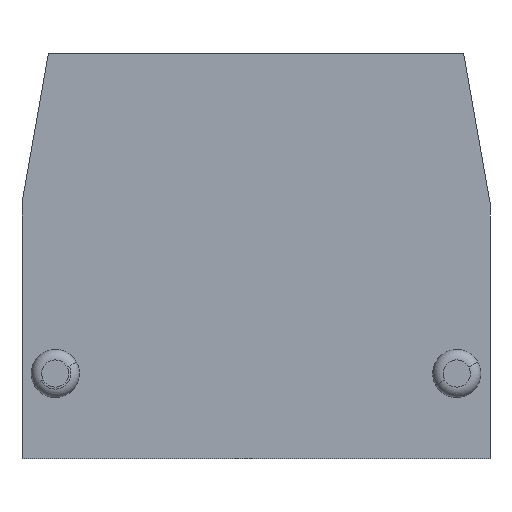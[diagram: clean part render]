
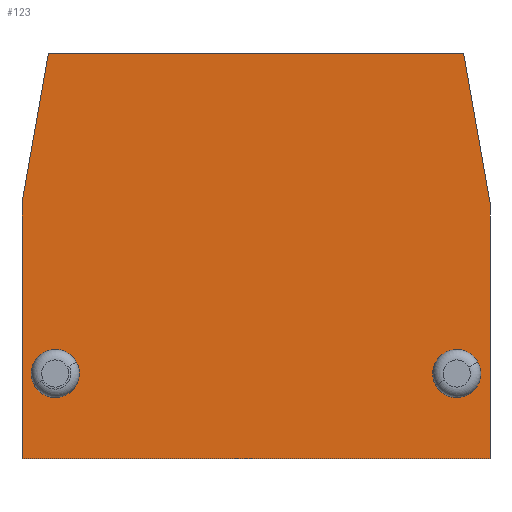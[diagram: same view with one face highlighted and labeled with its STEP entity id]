
A CAD part, left-side view. The second image highlights one B-rep face of the part: STEP entity #123.
In plain terms, the highlighted planar face has unit normal (-1, 0, 0).
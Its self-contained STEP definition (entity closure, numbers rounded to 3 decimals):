
#35=AXIS2_PLACEMENT_3D('Plane Axis2P3D',#32,#33,#34) ;
#89=AXIS2_PLACEMENT_3D('Circle Axis2P3D',#87,#88,$) ;
#98=AXIS2_PLACEMENT_3D('Circle Axis2P3D',#96,#97,$) ;
#107=AXIS2_PLACEMENT_3D('Circle Axis2P3D',#105,#106,$) ;
#116=AXIS2_PLACEMENT_3D('Circle Axis2P3D',#114,#115,$) ;
#32=CARTESIAN_POINT('Axis2P3D Location',(2.5,11.25,0.)) ;
#37=CARTESIAN_POINT('Line Origine',(2.5,11.25,19.5)) ;
#41=CARTESIAN_POINT('Vertex',(2.5,21.23,19.5)) ;
#43=CARTESIAN_POINT('Vertex',(2.5,1.27,19.5)) ;
#46=CARTESIAN_POINT('Line Origine',(2.5,21.865,15.9)) ;
#50=CARTESIAN_POINT('Vertex',(2.5,22.5,12.3)) ;
#53=CARTESIAN_POINT('Line Origine',(2.5,22.5,6.15)) ;
#57=CARTESIAN_POINT('Vertex',(2.5,22.5,0.)) ;
#60=CARTESIAN_POINT('Line Origine',(2.5,11.25,0.)) ;
#64=CARTESIAN_POINT('Vertex',(2.5,0.,0.)) ;
#67=CARTESIAN_POINT('Line Origine',(2.5,0.,6.15)) ;
#71=CARTESIAN_POINT('Vertex',(2.5,0.,12.3)) ;
#74=CARTESIAN_POINT('Line Origine',(2.5,0.635,15.9)) ;
#87=CARTESIAN_POINT('Axis2P3D Location',(2.5,20.9,4.1)) ;
#91=CARTESIAN_POINT('Vertex',(2.5,19.979,4.603)) ;
#93=CARTESIAN_POINT('Vertex',(2.5,21.821,3.597)) ;
#96=CARTESIAN_POINT('Axis2P3D Location',(2.5,20.9,4.1)) ;
#105=CARTESIAN_POINT('Axis2P3D Location',(2.5,1.6,4.1)) ;
#109=CARTESIAN_POINT('Vertex',(2.5,2.521,3.597)) ;
#111=CARTESIAN_POINT('Vertex',(2.5,0.679,4.603)) ;
#114=CARTESIAN_POINT('Axis2P3D Location',(2.5,1.6,4.1)) ;
#33=DIRECTION('Axis2P3D Direction',(1.,0.,0.)) ;
#34=DIRECTION('Axis2P3D XDirection',(0.,1.,0.)) ;
#38=DIRECTION('Vector Direction',(0.,1.,0.)) ;
#47=DIRECTION('Vector Direction',(0.,-0.174,0.985)) ;
#54=DIRECTION('Vector Direction',(0.,0.,1.)) ;
#61=DIRECTION('Vector Direction',(0.,-1.,0.)) ;
#68=DIRECTION('Vector Direction',(0.,0.,1.)) ;
#75=DIRECTION('Vector Direction',(0.,0.174,0.985)) ;
#88=DIRECTION('Axis2P3D Direction',(1.,0.,0.)) ;
#97=DIRECTION('Axis2P3D Direction',(1.,0.,0.)) ;
#106=DIRECTION('Axis2P3D Direction',(1.,0.,0.)) ;
#115=DIRECTION('Axis2P3D Direction',(1.,0.,0.)) ;
#39=VECTOR('Line Direction',#38,1.) ;
#48=VECTOR('Line Direction',#47,1.) ;
#55=VECTOR('Line Direction',#54,1.) ;
#62=VECTOR('Line Direction',#61,1.) ;
#69=VECTOR('Line Direction',#68,1.) ;
#76=VECTOR('Line Direction',#75,1.) ;
#80=ORIENTED_EDGE('',*,*,#45,.F.) ;
#81=ORIENTED_EDGE('',*,*,#52,.T.) ;
#82=ORIENTED_EDGE('',*,*,#59,.F.) ;
#83=ORIENTED_EDGE('',*,*,#66,.F.) ;
#84=ORIENTED_EDGE('',*,*,#73,.F.) ;
#85=ORIENTED_EDGE('',*,*,#78,.T.) ;
#102=ORIENTED_EDGE('',*,*,#95,.F.) ;
#103=ORIENTED_EDGE('',*,*,#100,.F.) ;
#120=ORIENTED_EDGE('',*,*,#113,.F.) ;
#121=ORIENTED_EDGE('',*,*,#118,.F.) ;
#104=FACE_BOUND('',#101,.T.) ;
#122=FACE_BOUND('',#119,.T.) ;
#123=ADVANCED_FACE('Grundk\X2\00F6\X0\rper',(#86,#104,#122),#36,.F.) ;
#90=CIRCLE('generated circle',#89,1.05) ;
#99=CIRCLE('generated circle',#98,1.05) ;
#108=CIRCLE('generated circle',#107,1.05) ;
#117=CIRCLE('generated circle',#116,1.05) ;
#45=EDGE_CURVE('',#42,#44,#40,.F.) ;
#52=EDGE_CURVE('',#42,#51,#49,.F.) ;
#59=EDGE_CURVE('',#58,#51,#56,.T.) ;
#66=EDGE_CURVE('',#65,#58,#63,.F.) ;
#73=EDGE_CURVE('',#72,#65,#70,.F.) ;
#78=EDGE_CURVE('',#72,#44,#77,.T.) ;
#95=EDGE_CURVE('',#92,#94,#90,.F.) ;
#100=EDGE_CURVE('',#94,#92,#99,.F.) ;
#113=EDGE_CURVE('',#110,#112,#108,.F.) ;
#118=EDGE_CURVE('',#112,#110,#117,.F.) ;
#79=EDGE_LOOP('',(#80,#81,#82,#83,#84,#85)) ;
#101=EDGE_LOOP('',(#102,#103)) ;
#119=EDGE_LOOP('',(#120,#121)) ;
#86=FACE_OUTER_BOUND('',#79,.T.) ;
#40=LINE('Line',#37,#39) ;
#49=LINE('Line',#46,#48) ;
#56=LINE('Line',#53,#55) ;
#63=LINE('Line',#60,#62) ;
#70=LINE('Line',#67,#69) ;
#77=LINE('Line',#74,#76) ;
#36=PLANE('',#35) ;
#42=VERTEX_POINT('',#41) ;
#44=VERTEX_POINT('',#43) ;
#51=VERTEX_POINT('',#50) ;
#58=VERTEX_POINT('',#57) ;
#65=VERTEX_POINT('',#64) ;
#72=VERTEX_POINT('',#71) ;
#92=VERTEX_POINT('',#91) ;
#94=VERTEX_POINT('',#93) ;
#110=VERTEX_POINT('',#109) ;
#112=VERTEX_POINT('',#111) ;
